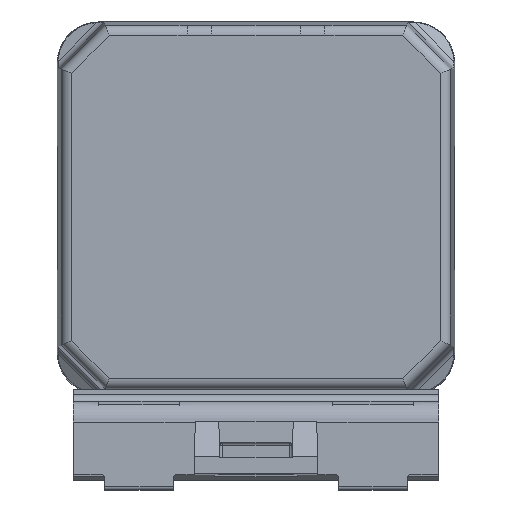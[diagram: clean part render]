
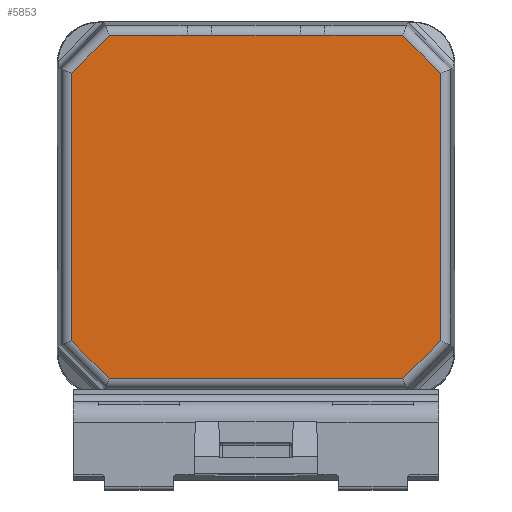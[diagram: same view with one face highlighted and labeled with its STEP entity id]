
A CAD part, top view. The second image highlights one B-rep face of the part: STEP entity #5853.
In plain terms, the highlighted planar face has unit normal (0, 0, 1).
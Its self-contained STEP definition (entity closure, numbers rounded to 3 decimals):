
#219 = CARTESIAN_POINT ( 'NONE',  ( -31.05, -11.261, 36.625 ) ) ;
#1375 = VERTEX_POINT ( 'NONE', #2139 ) ;
#1655 = PLANE ( 'NONE',  #8829 ) ;
#2139 = CARTESIAN_POINT ( 'NONE',  ( -33.662, 18.426, 36.625 ) ) ;
#2537 = VERTEX_POINT ( 'NONE', #16433 ) ;
#3129 = EDGE_CURVE ( 'NONE', #1375, #20797, #23977, .T. ) ;
#3634 = CARTESIAN_POINT ( 'NONE',  ( -33.662, -7.574, 36.625 ) ) ;
#4637 = LINE ( 'NONE', #20791, #23216 ) ;
#4895 = DIRECTION ( 'NONE',  ( -1., 0., 0. ) ) ;
#4944 = CARTESIAN_POINT ( 'NONE',  ( 2.212, 18.426, 36.625 ) ) ;
#5287 = LINE ( 'NONE', #219, #23864 ) ;
#5853 = ADVANCED_FACE ( 'NONE', ( #33293 ), #1655, .F. ) ;
#6277 = EDGE_CURVE ( 'NONE', #8968, #36641, #28391, .T. ) ;
#7559 = EDGE_CURVE ( 'NONE', #38182, #8968, #22753, .T. ) ;
#7680 = DIRECTION ( 'NONE',  ( 0., 0., -1. ) ) ;
#7719 = LINE ( 'NONE', #17245, #19436 ) ;
#7808 = DIRECTION ( 'NONE',  ( -1., 0., 0. ) ) ;
#8829 = AXIS2_PLACEMENT_3D ( 'NONE', #17282, #7680, #36094 ) ;
#8968 = VERTEX_POINT ( 'NONE', #36287 ) ;
#9014 = VECTOR ( 'NONE', #13158, 1000. ) ;
#9952 = ORIENTED_EDGE ( 'NONE', *, *, #33966, .T. ) ;
#10361 = CARTESIAN_POINT ( 'NONE',  ( -29.975, -11.261, 36.625 ) ) ;
#10534 = ORIENTED_EDGE ( 'NONE', *, *, #33218, .T. ) ;
#10947 = CARTESIAN_POINT ( 'NONE',  ( -9.025, 22.113, 36.625 ) ) ;
#11057 = DIRECTION ( 'NONE',  ( 0.707, -0.707, 0. ) ) ;
#11278 = ORIENTED_EDGE ( 'NONE', *, *, #27560, .T. ) ;
#11465 = CARTESIAN_POINT ( 'NONE',  ( -45.893, 4.658, 36.625 ) ) ;
#11647 = CARTESIAN_POINT ( 'NONE',  ( 2.212, -7.574, 36.625 ) ) ;
#11735 = DIRECTION ( 'NONE',  ( -1., 0., 0. ) ) ;
#12047 = CARTESIAN_POINT ( 'NONE',  ( -14.957, 35.594, 36.625 ) ) ;
#12312 = DIRECTION ( 'NONE',  ( -0.707, -0.707, 0. ) ) ;
#13158 = DIRECTION ( 'NONE',  ( 0.707, 0.707, 0. ) ) ;
#13528 = VERTEX_POINT ( 'NONE', #24044 ) ;
#13830 = VERTEX_POINT ( 'NONE', #35216 ) ;
#15170 = VECTOR ( 'NONE', #25603, 1000. ) ;
#15457 = CARTESIAN_POINT ( 'NONE',  ( -31.818, 20.269, 36.625 ) ) ;
#15788 = EDGE_CURVE ( 'NONE', #23849, #38182, #22755, .T. ) ;
#16242 = CARTESIAN_POINT ( 'NONE',  ( -31.05, 22.113, 36.625 ) ) ;
#16433 = CARTESIAN_POINT ( 'NONE',  ( -22.425, 22.113, 36.625 ) ) ;
#16478 = VECTOR ( 'NONE', #40259, 1000. ) ;
#16668 = CARTESIAN_POINT ( 'NONE',  ( 2.212, 19.501, 36.625 ) ) ;
#16959 = VECTOR ( 'NONE', #22496, 1000. ) ;
#17036 = CARTESIAN_POINT ( 'NONE',  ( -29.975, 22.113, 36.625 ) ) ;
#17245 = CARTESIAN_POINT ( 'NONE',  ( -31.05, 22.113, 36.625 ) ) ;
#17282 = CARTESIAN_POINT ( 'NONE',  ( -31.05, 19.501, 36.625 ) ) ;
#18257 = EDGE_CURVE ( 'NONE', #13830, #23849, #35878, .T. ) ;
#18825 = VERTEX_POINT ( 'NONE', #22358 ) ;
#18835 = LINE ( 'NONE', #29116, #25144 ) ;
#18916 = DIRECTION ( 'NONE',  ( 0., -1., 0. ) ) ;
#19436 = VECTOR ( 'NONE', #4895, 1000. ) ;
#20150 = CARTESIAN_POINT ( 'NONE',  ( -31.05, 22.113, 36.625 ) ) ;
#20791 = CARTESIAN_POINT ( 'NONE',  ( -31.05, 22.113, 36.625 ) ) ;
#20797 = VERTEX_POINT ( 'NONE', #3634 ) ;
#22358 = CARTESIAN_POINT ( 'NONE',  ( -20.025, 22.113, 36.625 ) ) ;
#22496 = DIRECTION ( 'NONE',  ( 0., 1., 0. ) ) ;
#22753 = LINE ( 'NONE', #12047, #16478 ) ;
#22755 = LINE ( 'NONE', #16668, #16959 ) ;
#23182 = ORIENTED_EDGE ( 'NONE', *, *, #7559, .T. ) ;
#23216 = VECTOR ( 'NONE', #7808, 1000. ) ;
#23849 = VERTEX_POINT ( 'NONE', #11647 ) ;
#23864 = VECTOR ( 'NONE', #25329, 1000. ) ;
#23977 = LINE ( 'NONE', #24780, #31812 ) ;
#24044 = CARTESIAN_POINT ( 'NONE',  ( -11.425, 22.113, 36.625 ) ) ;
#24650 = VERTEX_POINT ( 'NONE', #17036 ) ;
#24724 = ORIENTED_EDGE ( 'NONE', *, *, #38859, .T. ) ;
#24780 = CARTESIAN_POINT ( 'NONE',  ( -33.662, 19.501, 36.625 ) ) ;
#25062 = ORIENTED_EDGE ( 'NONE', *, *, #18257, .T. ) ;
#25101 = ORIENTED_EDGE ( 'NONE', *, *, #15788, .T. ) ;
#25144 = VECTOR ( 'NONE', #32266, 1000. ) ;
#25329 = DIRECTION ( 'NONE',  ( 1., 0., 0. ) ) ;
#25603 = DIRECTION ( 'NONE',  ( -1., 0., 0. ) ) ;
#26051 = ORIENTED_EDGE ( 'NONE', *, *, #34789, .T. ) ;
#27560 = EDGE_CURVE ( 'NONE', #18825, #2537, #4637, .T. ) ;
#28391 = LINE ( 'NONE', #20150, #29348 ) ;
#29003 = ORIENTED_EDGE ( 'NONE', *, *, #29373, .T. ) ;
#29105 = ORIENTED_EDGE ( 'NONE', *, *, #6277, .T. ) ;
#29116 = CARTESIAN_POINT ( 'NONE',  ( -31.05, 22.113, 36.625 ) ) ;
#29153 = VECTOR ( 'NONE', #12312, 1000. ) ;
#29348 = VECTOR ( 'NONE', #11735, 1000. ) ;
#29373 = EDGE_CURVE ( 'NONE', #2537, #24650, #29788, .T. ) ;
#29788 = LINE ( 'NONE', #16242, #15170 ) ;
#30879 = EDGE_LOOP ( 'NONE', ( #29105, #9952, #26051, #11278, #29003, #24724, #39606, #38663, #10534, #25062, #25101, #23182 ) ) ;
#31812 = VECTOR ( 'NONE', #18916, 1000. ) ;
#32206 = EDGE_CURVE ( 'NONE', #20797, #37048, #40102, .T. ) ;
#32266 = DIRECTION ( 'NONE',  ( -1., 0., 0. ) ) ;
#32287 = VECTOR ( 'NONE', #11057, 1000. ) ;
#33218 = EDGE_CURVE ( 'NONE', #37048, #13830, #5287, .T. ) ;
#33293 = FACE_OUTER_BOUND ( 'NONE', #30879, .T. ) ;
#33966 = EDGE_CURVE ( 'NONE', #36641, #13528, #7719, .T. ) ;
#34581 = CARTESIAN_POINT ( 'NONE',  ( -0.882, -10.667, 36.625 ) ) ;
#34789 = EDGE_CURVE ( 'NONE', #13528, #18825, #18835, .T. ) ;
#35216 = CARTESIAN_POINT ( 'NONE',  ( -1.475, -11.261, 36.625 ) ) ;
#35878 = LINE ( 'NONE', #34581, #9014 ) ;
#36094 = DIRECTION ( 'NONE',  ( -1., 0., 0. ) ) ;
#36287 = CARTESIAN_POINT ( 'NONE',  ( -1.475, 22.113, 36.625 ) ) ;
#36641 = VERTEX_POINT ( 'NONE', #10947 ) ;
#37048 = VERTEX_POINT ( 'NONE', #10361 ) ;
#37527 = LINE ( 'NONE', #15457, #29153 ) ;
#38182 = VERTEX_POINT ( 'NONE', #4944 ) ;
#38663 = ORIENTED_EDGE ( 'NONE', *, *, #32206, .T. ) ;
#38859 = EDGE_CURVE ( 'NONE', #24650, #1375, #37527, .T. ) ;
#39606 = ORIENTED_EDGE ( 'NONE', *, *, #3129, .T. ) ;
#40102 = LINE ( 'NONE', #11465, #32287 ) ;
#40259 = DIRECTION ( 'NONE',  ( -0.707, 0.707, 0. ) ) ;
